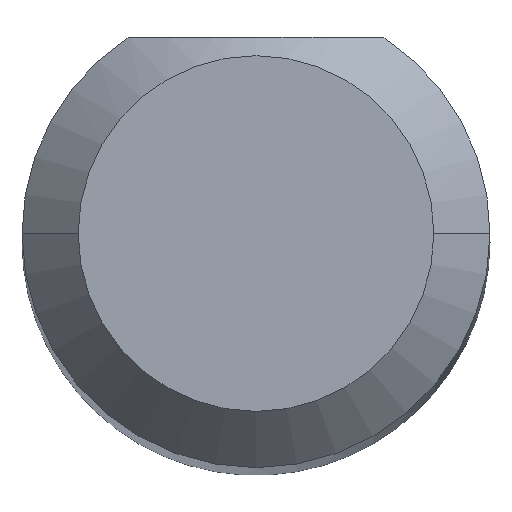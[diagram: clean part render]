
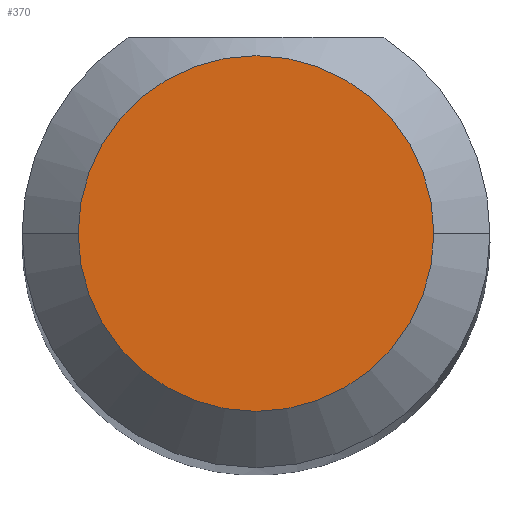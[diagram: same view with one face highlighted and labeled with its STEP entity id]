
A CAD part, top view. The second image highlights one B-rep face of the part: STEP entity #370.
In plain terms, the highlighted planar face has unit normal (0, 0, 1).
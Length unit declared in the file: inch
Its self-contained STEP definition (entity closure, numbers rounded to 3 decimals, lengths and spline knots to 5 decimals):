
#6 = EDGE_LOOP ( 'NONE', ( #464, #311 ) ) ;
#30 = DIRECTION ( 'NONE',  ( 0., 0., 1. ) ) ;
#35 = DIRECTION ( 'NONE',  ( 0., 0., 1. ) ) ;
#70 = CARTESIAN_POINT ( 'NONE',  ( 0., 0., 1.5 ) ) ;
#76 = PLANE ( 'NONE',  #310 ) ;
#98 = DIRECTION ( 'NONE',  ( 1., 0., 0. ) ) ;
#120 = CARTESIAN_POINT ( 'NONE',  ( -0.0475, 0., 1.5 ) ) ;
#152 = AXIS2_PLACEMENT_3D ( 'NONE', #392, #30, #189 ) ;
#189 = DIRECTION ( 'NONE',  ( 1., 0., 0. ) ) ;
#214 = EDGE_CURVE ( 'NONE', #453, #351, #488, .T. ) ;
#215 = AXIS2_PLACEMENT_3D ( 'NONE', #70, #35, #441 ) ;
#310 = AXIS2_PLACEMENT_3D ( 'NONE', #525, #338, #98 ) ;
#311 = ORIENTED_EDGE ( 'NONE', *, *, #214, .T. ) ;
#313 = CARTESIAN_POINT ( 'NONE',  ( 0.0475, 0., 1.5 ) ) ;
#325 = CIRCLE ( 'NONE', #215, 0.0475 ) ;
#338 = DIRECTION ( 'NONE',  ( 0., 0., 1. ) ) ;
#351 = VERTEX_POINT ( 'NONE', #120 ) ;
#370 = ADVANCED_FACE ( 'NONE', ( #426 ), #76, .T. ) ;
#384 = EDGE_CURVE ( 'NONE', #351, #453, #325, .T. ) ;
#392 = CARTESIAN_POINT ( 'NONE',  ( 0., 0., 1.5 ) ) ;
#426 = FACE_OUTER_BOUND ( 'NONE', #6, .T. ) ;
#441 = DIRECTION ( 'NONE',  ( 1., 0., 0. ) ) ;
#453 = VERTEX_POINT ( 'NONE', #313 ) ;
#464 = ORIENTED_EDGE ( 'NONE', *, *, #384, .T. ) ;
#488 = CIRCLE ( 'NONE', #152, 0.0475 ) ;
#525 = CARTESIAN_POINT ( 'NONE',  ( 0., 0., 1.5 ) ) ;
